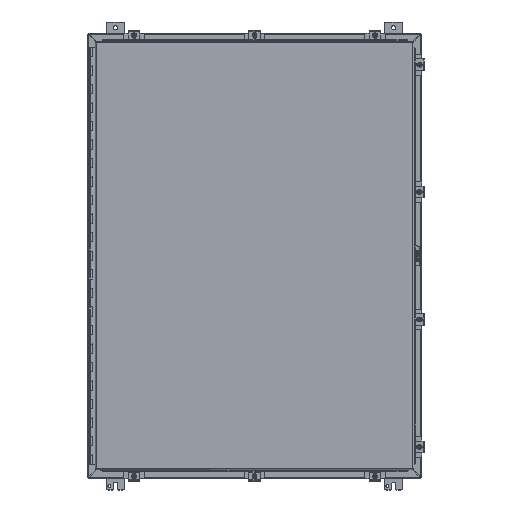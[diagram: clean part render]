
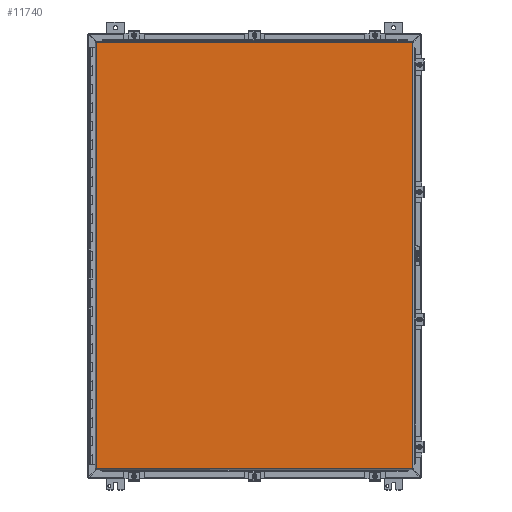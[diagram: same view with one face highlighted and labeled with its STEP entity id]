
A CAD part, top view. The second image highlights one B-rep face of the part: STEP entity #11740.
In plain terms, the highlighted face is planar.
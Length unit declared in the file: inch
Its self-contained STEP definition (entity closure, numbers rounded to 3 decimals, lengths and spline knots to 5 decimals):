
#1443 = DIRECTION ( 'NONE',  ( 1., 0., 0. ) ) ;
#3912 = CARTESIAN_POINT ( 'NONE',  ( 17.08225, 22.9885, 0. ) ) ;
#6346 = EDGE_LOOP ( 'NONE', ( #28262, #28220, #25188, #23876 ) ) ;
#9653 = LINE ( 'NONE', #17181, #39820 ) ;
#11494 = LINE ( 'NONE', #44748, #20664 ) ;
#11740 = ADVANCED_FACE ( 'NONE', ( #49246 ), #40831, .F. ) ;
#17181 = CARTESIAN_POINT ( 'NONE',  ( 17.08225, -22.9885, 0. ) ) ;
#18503 = VERTEX_POINT ( 'NONE', #32635 ) ;
#19105 = VECTOR ( 'NONE', #43324, 39.37008 ) ;
#19793 = VECTOR ( 'NONE', #31302, 39.37008 ) ;
#20552 = AXIS2_PLACEMENT_3D ( 'NONE', #40210, #40195, #40159 ) ;
#20664 = VECTOR ( 'NONE', #1443, 39.37008 ) ;
#22984 = CARTESIAN_POINT ( 'NONE',  ( 17.08225, -22.9885, 0. ) ) ;
#23876 = ORIENTED_EDGE ( 'NONE', *, *, #44734, .T. ) ;
#24599 = VERTEX_POINT ( 'NONE', #29873 ) ;
#25188 = ORIENTED_EDGE ( 'NONE', *, *, #50063, .T. ) ;
#28220 = ORIENTED_EDGE ( 'NONE', *, *, #46623, .T. ) ;
#28262 = ORIENTED_EDGE ( 'NONE', *, *, #49335, .T. ) ;
#29873 = CARTESIAN_POINT ( 'NONE',  ( -17.08225, 22.9885, 0. ) ) ;
#30189 = LINE ( 'NONE', #50808, #19793 ) ;
#31302 = DIRECTION ( 'NONE',  ( 0., 1., 0. ) ) ;
#32635 = CARTESIAN_POINT ( 'NONE',  ( 17.08225, 22.9885, 0. ) ) ;
#37520 = VERTEX_POINT ( 'NONE', #41813 ) ;
#39820 = VECTOR ( 'NONE', #44742, 39.37008 ) ;
#40103 = LINE ( 'NONE', #3912, #19105 ) ;
#40159 = DIRECTION ( 'NONE',  ( 1., 0., 0. ) ) ;
#40195 = DIRECTION ( 'NONE',  ( 0., 0., 1. ) ) ;
#40210 = CARTESIAN_POINT ( 'NONE',  ( 0., 0., 0. ) ) ;
#40831 = PLANE ( 'NONE',  #20552 ) ;
#41810 = VERTEX_POINT ( 'NONE', #22984 ) ;
#41813 = CARTESIAN_POINT ( 'NONE',  ( -17.08225, -22.9885, 0. ) ) ;
#43324 = DIRECTION ( 'NONE',  ( 0., -1., 0. ) ) ;
#44734 = EDGE_CURVE ( 'NONE', #41810, #37520, #9653, .T. ) ;
#44742 = DIRECTION ( 'NONE',  ( -1., 0., 0. ) ) ;
#44748 = CARTESIAN_POINT ( 'NONE',  ( -17.08225, 22.9885, 0. ) ) ;
#46623 = EDGE_CURVE ( 'NONE', #24599, #18503, #11494, .T. ) ;
#49246 = FACE_OUTER_BOUND ( 'NONE', #6346, .T. ) ;
#49335 = EDGE_CURVE ( 'NONE', #37520, #24599, #30189, .T. ) ;
#50063 = EDGE_CURVE ( 'NONE', #18503, #41810, #40103, .T. ) ;
#50808 = CARTESIAN_POINT ( 'NONE',  ( -17.08225, -22.9885, 0. ) ) ;
